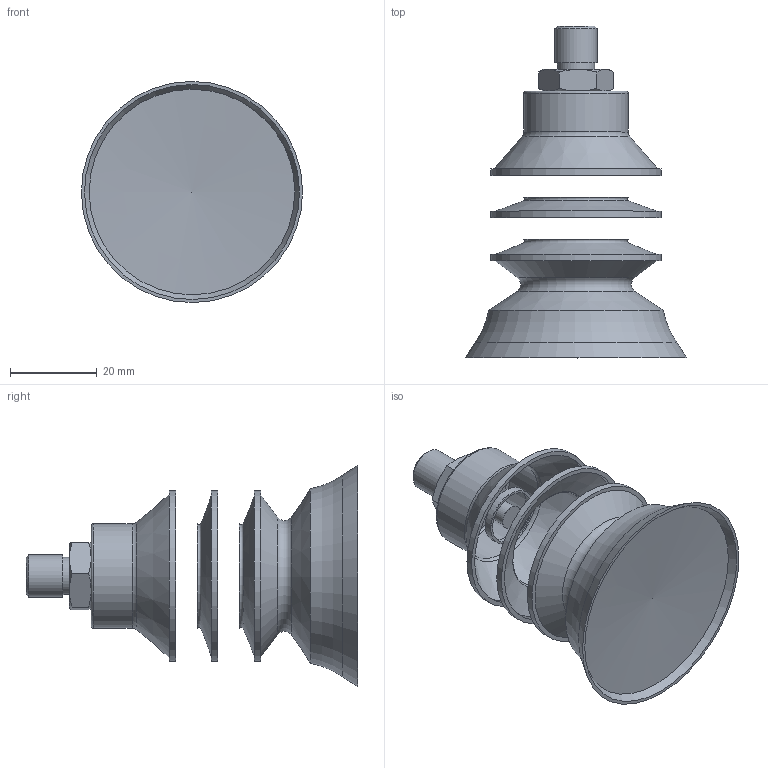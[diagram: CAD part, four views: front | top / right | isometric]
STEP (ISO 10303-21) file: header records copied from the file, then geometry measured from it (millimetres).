
FILE_DESCRIPTION(/* description */ (''),/* implementation_level */ '2;1');
FILE_NAME(/* name */ 'vf51-3nsh50sb_rac7r1-8m.stp',/* time_stamp */ '2020-07-08T08:16:39+02:00',/* author */ ('enginyeria'),/* organization */ (''),/* preprocessor_version */ 'ST-DEVELOPER v17',/* originating_system */ 'Autodesk Inventor 2019',/* authorisation */ '');
FILE_SCHEMA (('CONFIG_CONTROL_DESIGN'));
Length unit declared in the file: millimetre
Products named in the file (1): vf51-3nsh50sb_rac7r1-8m
Bounding box: 51 x 76.5 x 51 mm (x, y, z)
Volume: 51371.8 mm3; surface area: 13503.9 mm2
Topology: 1 solids, 2 shells, 61 faces, 149 edges, 102 vertices
Faces by surface type: cone 26, plane 20, cylinder 9, torus 6
Full cylindrical faces by diameter (mm): 5 x1, 8.566 x1, 9.728 x1, 13 x1, 13.5 x1, 24 x1, 39.3 x3
Entity records: 1946 total; most frequent: CARTESIAN_POINT 360, DIRECTION 343, ORIENTED_EDGE 296, AXIS2_PLACEMENT_3D 157, EDGE_CURVE 148, VERTEX_POINT 102, CIRCLE 95, EDGE_LOOP 74
